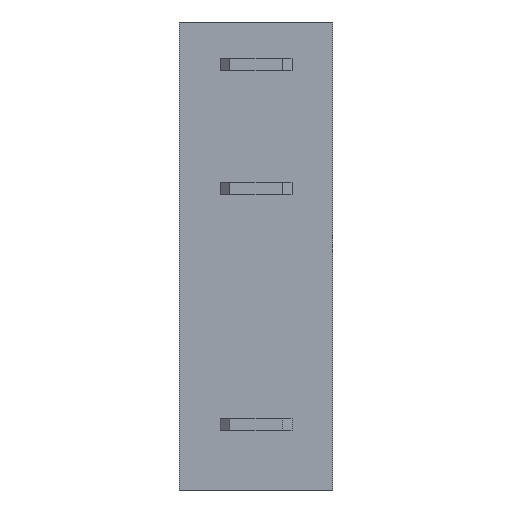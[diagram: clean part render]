
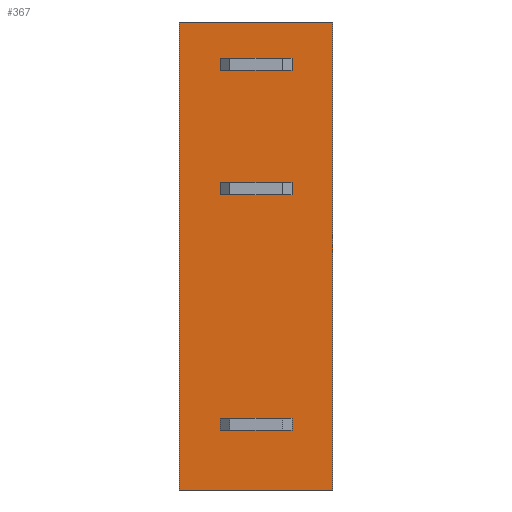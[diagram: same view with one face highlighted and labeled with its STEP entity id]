
A CAD part, front view. The second image highlights one B-rep face of the part: STEP entity #367.
In plain terms, the highlighted planar face has unit normal (0, -1, 0).
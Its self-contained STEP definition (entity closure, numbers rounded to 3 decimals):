
#28 = DIRECTION ( 'NONE',  ( 1., 0., 0. ) ) ;
#62 = LINE ( 'NONE', #1688, #1415 ) ;
#94 = ORIENTED_EDGE ( 'NONE', *, *, #613, .T. ) ;
#136 = LINE ( 'NONE', #1909, #1632 ) ;
#173 = VECTOR ( 'NONE', #1446, 1000. ) ;
#302 = LINE ( 'NONE', #593, #173 ) ;
#367 = ADVANCED_FACE ( 'NONE', ( #389 ), #1193, .T. ) ;
#389 = FACE_OUTER_BOUND ( 'NONE', #2198, .T. ) ;
#411 = CARTESIAN_POINT ( 'NONE',  ( 3.2, -13.4, 12.5 ) ) ;
#485 = LINE ( 'NONE', #1969, #1333 ) ;
#517 = EDGE_CURVE ( 'NONE', #1933, #1774, #62, .T. ) ;
#546 = DIRECTION ( 'NONE',  ( 0., -1., 0. ) ) ;
#593 = CARTESIAN_POINT ( 'NONE',  ( -3.2, -13.4, 12.5 ) ) ;
#597 = EDGE_CURVE ( 'NONE', #1933, #1527, #136, .T. ) ;
#613 = EDGE_CURVE ( 'NONE', #1774, #1073, #302, .T. ) ;
#620 = ORIENTED_EDGE ( 'NONE', *, *, #1752, .F. ) ;
#780 = ORIENTED_EDGE ( 'NONE', *, *, #517, .T. ) ;
#810 = CARTESIAN_POINT ( 'NONE',  ( -3.2, -13.4, -7. ) ) ;
#913 = CARTESIAN_POINT ( 'NONE',  ( 3.2, -13.4, -7. ) ) ;
#1073 = VERTEX_POINT ( 'NONE', #810 ) ;
#1193 = PLANE ( 'NONE',  #1436 ) ;
#1333 = VECTOR ( 'NONE', #2136, 1000. ) ;
#1397 = DIRECTION ( 'NONE',  ( 0., 0., -1. ) ) ;
#1415 = VECTOR ( 'NONE', #1703, 1000. ) ;
#1424 = ORIENTED_EDGE ( 'NONE', *, *, #597, .F. ) ;
#1436 = AXIS2_PLACEMENT_3D ( 'NONE', #1891, #546, #28 ) ;
#1446 = DIRECTION ( 'NONE',  ( 0., 0., -1. ) ) ;
#1527 = VERTEX_POINT ( 'NONE', #913 ) ;
#1632 = VECTOR ( 'NONE', #1397, 1000. ) ;
#1688 = CARTESIAN_POINT ( 'NONE',  ( 3.2, -13.4, 12.5 ) ) ;
#1703 = DIRECTION ( 'NONE',  ( -1., 0., 0. ) ) ;
#1752 = EDGE_CURVE ( 'NONE', #1527, #1073, #485, .T. ) ;
#1774 = VERTEX_POINT ( 'NONE', #2019 ) ;
#1891 = CARTESIAN_POINT ( 'NONE',  ( 3.2, -13.4, 12.5 ) ) ;
#1909 = CARTESIAN_POINT ( 'NONE',  ( 3.2, -13.4, 12.5 ) ) ;
#1933 = VERTEX_POINT ( 'NONE', #411 ) ;
#1969 = CARTESIAN_POINT ( 'NONE',  ( 3.2, -13.4, -7. ) ) ;
#2019 = CARTESIAN_POINT ( 'NONE',  ( -3.2, -13.4, 12.5 ) ) ;
#2136 = DIRECTION ( 'NONE',  ( -1., 0., 0. ) ) ;
#2198 = EDGE_LOOP ( 'NONE', ( #94, #620, #1424, #780 ) ) ;
